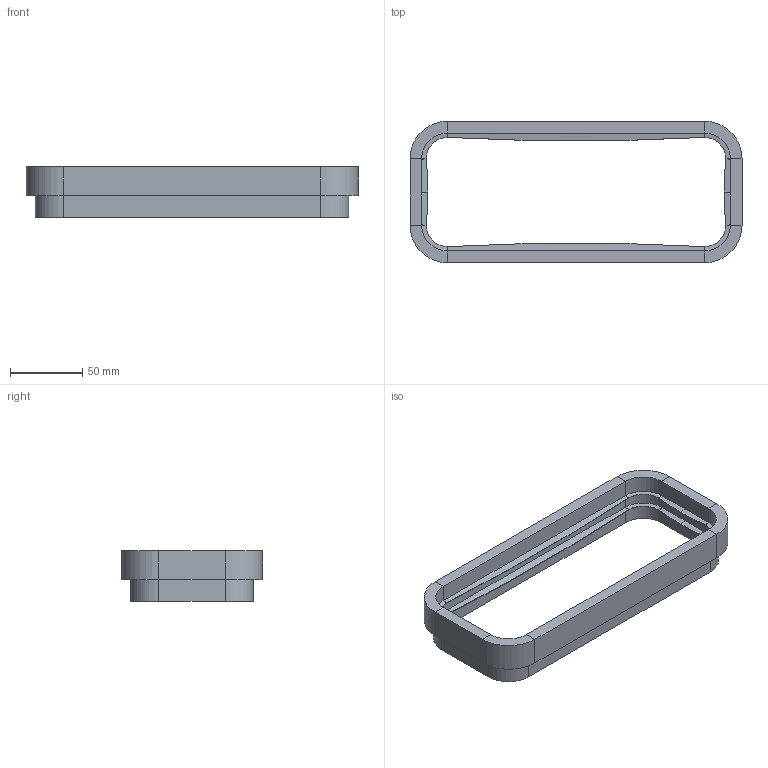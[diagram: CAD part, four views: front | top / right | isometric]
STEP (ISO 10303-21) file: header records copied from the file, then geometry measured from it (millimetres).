
FILE_DESCRIPTION(('STEP AP203'),'1');
FILE_NAME('V 4061027 SF-Profildichtung.STP','2019-11-15T11:08:24',(' '),(' '),'Spatial InterOp 3D',' ',' ');
FILE_SCHEMA(('CONFIG_CONTROL_DESIGN'));
Length unit declared in the file: millimetre
Products named in the file (1): 1
Bounding box: 229.7 x 97.7 x 35.1 mm (x, y, z)
Volume: 81195.6 mm3; surface area: 79175.6 mm2
Topology: 1 solids, 1 shells, 204 faces, 440 edges, 236 vertices
Faces by surface type: plane 123, cylinder 45, cone 36
Entity records: 5366 total; most frequent: CARTESIAN_POINT 1001, DIRECTION 904, ORIENTED_EDGE 880, EDGE_CURVE 440, LINE 306, VECTOR 306, AXIS2_PLACEMENT_3D 299, VERTEX_POINT 236
